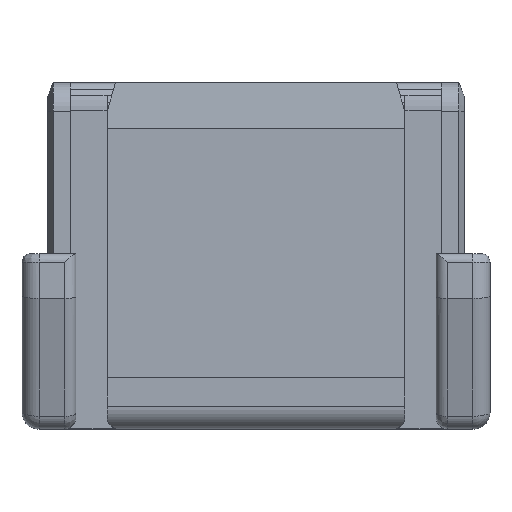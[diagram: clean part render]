
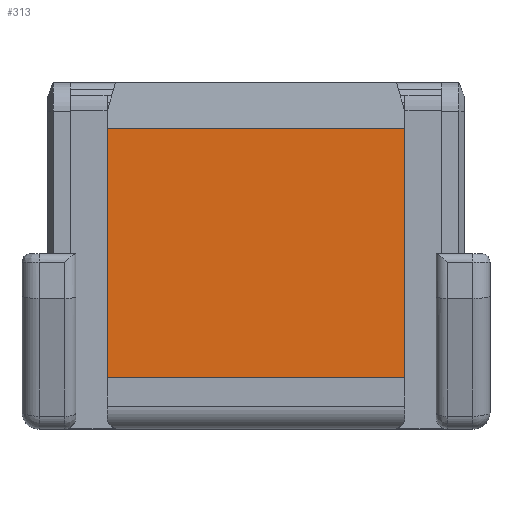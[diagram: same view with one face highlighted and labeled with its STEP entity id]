
A CAD part, top view. The second image highlights one B-rep face of the part: STEP entity #313.
In plain terms, the highlighted planar face has unit normal (0, 0, 1).
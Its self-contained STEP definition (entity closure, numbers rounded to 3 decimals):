
#313=ADVANCED_FACE('',(#894),#626,.F.);
#626=PLANE('',#6227);
#894=FACE_OUTER_BOUND('',#1220,.T.);
#1220=EDGE_LOOP('',(#2022,#2023,#2024,#2025));
#2022=ORIENTED_EDGE('',*,*,#4041,.T.);
#2023=ORIENTED_EDGE('',*,*,#4166,.F.);
#2024=ORIENTED_EDGE('',*,*,#4023,.F.);
#2025=ORIENTED_EDGE('',*,*,#4165,.T.);
#3423=VERTEX_POINT('',#8709);
#3424=VERTEX_POINT('',#8711);
#3431=VERTEX_POINT('',#8727);
#3438=VERTEX_POINT('',#8743);
#4023=EDGE_CURVE('',#3423,#3424,#4853,.T.);
#4041=EDGE_CURVE('',#3431,#3438,#4866,.T.);
#4165=EDGE_CURVE('',#3423,#3431,#4975,.T.);
#4166=EDGE_CURVE('',#3424,#3438,#4976,.T.);
#4853=LINE('',#8710,#5599);
#4866=LINE('',#8744,#5612);
#4975=LINE('',#8985,#5721);
#4976=LINE('',#8987,#5722);
#5599=VECTOR('',#6951,1.);
#5612=VECTOR('',#6976,1.);
#5721=VECTOR('',#7175,1.);
#5722=VECTOR('',#7178,1.);
#6227=AXIS2_PLACEMENT_3D('',#8988,#7179,#7180);
#6951=DIRECTION('',(0.,-1.,0.));
#6976=DIRECTION('',(0.,-1.,0.));
#7175=DIRECTION('',(-1.,0.,0.));
#7178=DIRECTION('',(-1.,0.,0.));
#7179=DIRECTION('',(0.,0.,-1.));
#7180=DIRECTION('',(-1.,0.,0.));
#8709=CARTESIAN_POINT('',(0.125,6.4,3.435));
#8710=CARTESIAN_POINT('',(0.125,6.4,3.435));
#8711=CARTESIAN_POINT('',(0.125,2.,3.435));
#8727=CARTESIAN_POINT('',(-5.125,6.4,3.435));
#8743=CARTESIAN_POINT('',(-5.125,2.,3.435));
#8744=CARTESIAN_POINT('',(-5.125,6.4,3.435));
#8985=CARTESIAN_POINT('',(0.125,6.4,3.435));
#8987=CARTESIAN_POINT('',(0.125,2.,3.435));
#8988=CARTESIAN_POINT('',(0.125,6.4,3.435));
